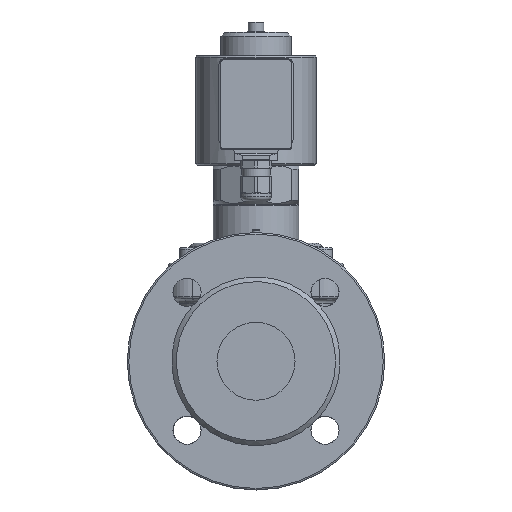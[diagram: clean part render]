
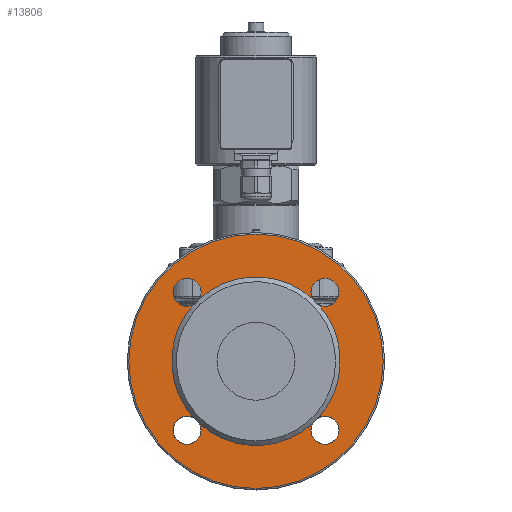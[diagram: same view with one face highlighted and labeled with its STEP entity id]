
A CAD part, front view. The second image highlights one B-rep face of the part: STEP entity #13806.
In plain terms, the highlighted planar face has unit normal (0, -1, 0).
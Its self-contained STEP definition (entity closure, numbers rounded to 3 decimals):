
#3075=FACE_BOUND('',#4092,.T.);
#3219=FACE_OUTER_BOUND('',#4091,.T.);
#4091=EDGE_LOOP('',(#9180));
#4092=EDGE_LOOP('',(#9181,#9182,#9183,#9184,#9185,#9186,#9187,#9188));
#5113=CIRCLE('',#14689,81.5);
#5114=CIRCLE('',#14690,9.);
#5115=CIRCLE('',#14691,54.);
#5116=CIRCLE('',#14692,9.);
#5117=CIRCLE('',#14693,54.);
#5118=CIRCLE('',#14694,9.);
#5119=CIRCLE('',#14695,54.);
#5120=CIRCLE('',#14696,9.);
#5121=CIRCLE('',#14697,54.);
#5649=VERTEX_POINT('',#19308);
#5650=VERTEX_POINT('',#19310);
#5651=VERTEX_POINT('',#19311);
#5652=VERTEX_POINT('',#19313);
#5653=VERTEX_POINT('',#19315);
#5654=VERTEX_POINT('',#19317);
#5655=VERTEX_POINT('',#19319);
#5656=VERTEX_POINT('',#19321);
#5657=VERTEX_POINT('',#19323);
#7040=EDGE_CURVE('',#5649,#5649,#5113,.T.);
#7041=EDGE_CURVE('',#5650,#5651,#5114,.T.);
#7042=EDGE_CURVE('',#5651,#5652,#5115,.T.);
#7043=EDGE_CURVE('',#5652,#5653,#5116,.T.);
#7044=EDGE_CURVE('',#5653,#5654,#5117,.T.);
#7045=EDGE_CURVE('',#5654,#5655,#5118,.T.);
#7046=EDGE_CURVE('',#5655,#5656,#5119,.T.);
#7047=EDGE_CURVE('',#5656,#5657,#5120,.T.);
#7048=EDGE_CURVE('',#5657,#5650,#5121,.T.);
#9180=ORIENTED_EDGE('',*,*,#7040,.F.);
#9181=ORIENTED_EDGE('',*,*,#7041,.T.);
#9182=ORIENTED_EDGE('',*,*,#7042,.T.);
#9183=ORIENTED_EDGE('',*,*,#7043,.T.);
#9184=ORIENTED_EDGE('',*,*,#7044,.T.);
#9185=ORIENTED_EDGE('',*,*,#7045,.T.);
#9186=ORIENTED_EDGE('',*,*,#7046,.T.);
#9187=ORIENTED_EDGE('',*,*,#7047,.T.);
#9188=ORIENTED_EDGE('',*,*,#7048,.T.);
#13452=PLANE('',#14688);
#13806=ADVANCED_FACE('',(#3219,#3075),#13452,.T.);
#14688=AXIS2_PLACEMENT_3D('',#19307,#15923,#15924);
#14689=AXIS2_PLACEMENT_3D('',#19309,#15925,#15926);
#14690=AXIS2_PLACEMENT_3D('',#19312,#15927,#15928);
#14691=AXIS2_PLACEMENT_3D('',#19314,#15929,#15930);
#14692=AXIS2_PLACEMENT_3D('',#19316,#15931,#15932);
#14693=AXIS2_PLACEMENT_3D('',#19318,#15933,#15934);
#14694=AXIS2_PLACEMENT_3D('',#19320,#15935,#15936);
#14695=AXIS2_PLACEMENT_3D('',#19322,#15937,#15938);
#14696=AXIS2_PLACEMENT_3D('',#19324,#15939,#15940);
#14697=AXIS2_PLACEMENT_3D('',#19325,#15941,#15942);
#15923=DIRECTION('center_axis',(0.,-1.,0.));
#15924=DIRECTION('ref_axis',(0.,0.,-1.));
#15925=DIRECTION('center_axis',(0.,1.,0.));
#15926=DIRECTION('ref_axis',(0.,0.,1.));
#15927=DIRECTION('center_axis',(0.,1.,0.));
#15928=DIRECTION('ref_axis',(0.,0.,
-1.));
#15929=DIRECTION('center_axis',(0.,1.,0.));
#15930=DIRECTION('ref_axis',(0.,0.,1.));
#15931=DIRECTION('center_axis',(0.,1.,0.));
#15932=DIRECTION('ref_axis',(-1.,0.,0.));
#15933=DIRECTION('center_axis',(0.,1.,0.));
#15934=DIRECTION('ref_axis',(0.,0.,1.));
#15935=DIRECTION('center_axis',(0.,1.,0.));
#15936=DIRECTION('ref_axis',(0.,0.,
1.));
#15937=DIRECTION('center_axis',(0.,1.,0.));
#15938=DIRECTION('ref_axis',(0.,0.,1.));
#15939=DIRECTION('center_axis',(0.,1.,0.));
#15940=DIRECTION('ref_axis',(1.,0.,0.));
#15941=DIRECTION('center_axis',(0.,1.,0.));
#15942=DIRECTION('ref_axis',(0.,0.,1.));
#19307=CARTESIAN_POINT('Origin',(0.,-112.,67.75));
#19308=CARTESIAN_POINT('',(0.,-112.,81.5));
#19309=CARTESIAN_POINT('Origin',(0.,-112.,0.));
#19310=CARTESIAN_POINT('',(36.191,-112.,40.078));
#19311=CARTESIAN_POINT('',(40.078,-112.,36.191));
#19312=CARTESIAN_POINT('Origin',(44.194,-112.,44.194));
#19313=CARTESIAN_POINT('',(40.078,-112.,-36.191));
#19314=CARTESIAN_POINT('Origin',(0.,-112.,0.));
#19315=CARTESIAN_POINT('',(36.191,-112.,-40.078));
#19316=CARTESIAN_POINT('Origin',(44.194,-112.,-44.194));
#19317=CARTESIAN_POINT('',(-36.191,-112.,-40.078));
#19318=CARTESIAN_POINT('Origin',(0.,-112.,0.));
#19319=CARTESIAN_POINT('',(-40.078,-112.,-36.191));
#19320=CARTESIAN_POINT('Origin',(-44.194,-112.,-44.194));
#19321=CARTESIAN_POINT('',(-40.078,-112.,36.191));
#19322=CARTESIAN_POINT('Origin',(0.,-112.,0.));
#19323=CARTESIAN_POINT('',(-36.191,-112.,40.078));
#19324=CARTESIAN_POINT('Origin',(-44.194,-112.,44.194));
#19325=CARTESIAN_POINT('Origin',(0.,-112.,0.));
